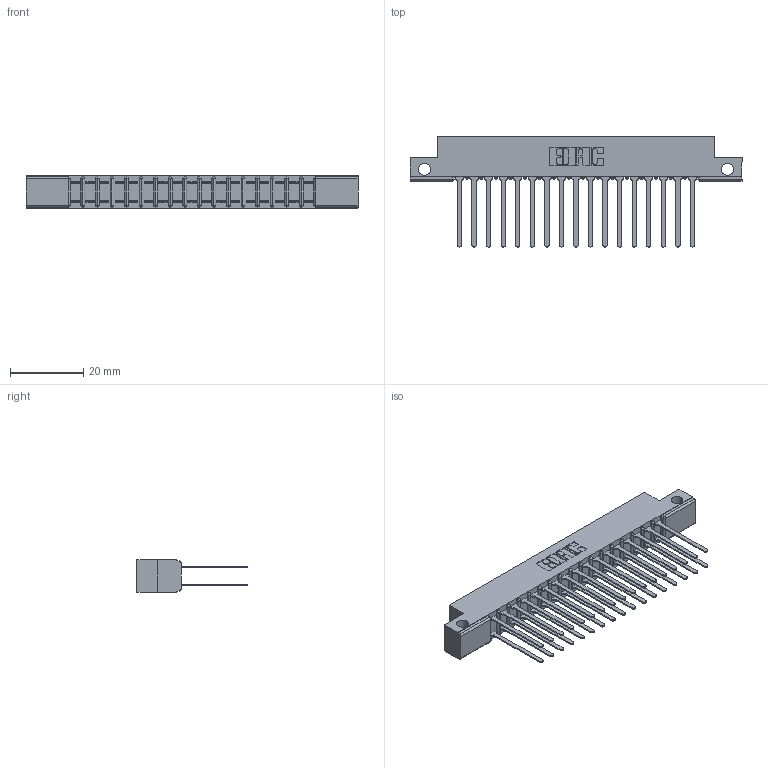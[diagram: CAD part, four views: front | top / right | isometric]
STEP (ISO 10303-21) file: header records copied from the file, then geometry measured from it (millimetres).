
FILE_DESCRIPTION (( 'STEP AP203' ), '1' );
FILE_NAME ('357-034-540-212.STEP', '2018-08-10T03:13:16', ( '' ), ( '' ), 'SwSTEP 2.0', 'SolidWorks 2016', '' );
FILE_SCHEMA (( 'CONFIG_CONTROL_DESIGN' ));
Length unit declared in the file: inch
Products named in the file (3): 307 Part_.128 Dia Side Mounting Holes; 307-290-001_540; 357-034-540-212
Assembly tree (35 placements, depth 2):
  357-034-540-212
    307 Part_.128 Dia Side Mounting Holes
    307-290-001_540  x34
Bounding box: 90.37 x 30 x 8.71 mm (x, y, z)
Volume: 6025.9 mm3; surface area: 11327.4 mm2
Topology: 35 solids, 35 shells, 1700 faces, 4743 edges, 3066 vertices
Faces by surface type: plane 1124, cylinder 540, sphere 36
Entity records: 18170 total; most frequent: CARTESIAN_POINT 2977, ORIENTED_EDGE 2946, DIRECTION 2927, EDGE_CURVE 1473, VECTOR 1119, LINE 1119, VERTEX_POINT 954, AXIS2_PLACEMENT_3D 904
